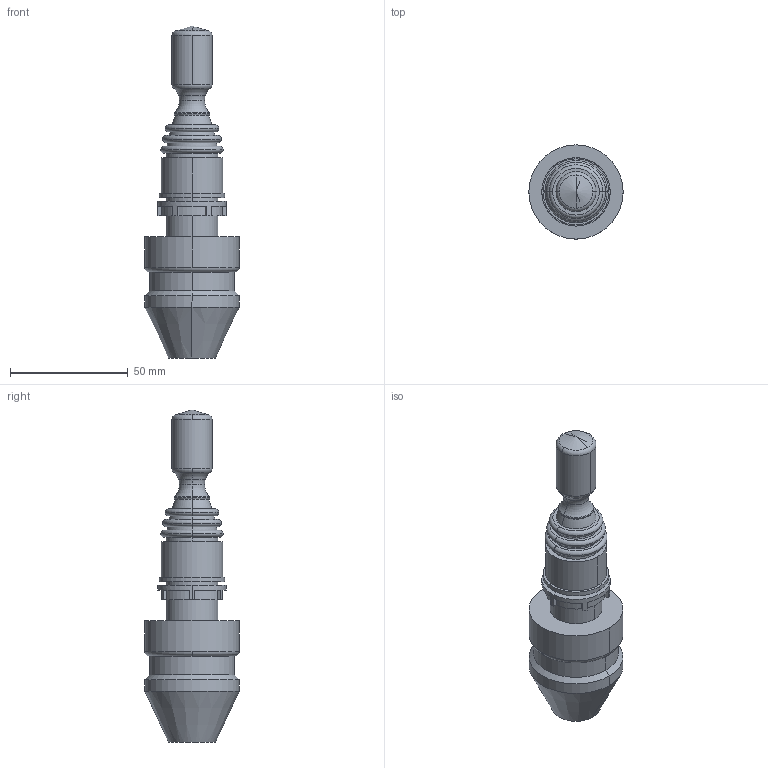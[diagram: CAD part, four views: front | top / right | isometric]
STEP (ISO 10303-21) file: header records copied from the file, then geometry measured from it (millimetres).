
FILE_DESCRIPTION(('STEP AP214'),'1');
FILE_NAME('manipulateur_023991_ew.stp','2017-05-11T07:05:14',('TraceParts'),('TraceParts S.A.'),'Spatial InterOp 3D',' ',' ');
FILE_SCHEMA(('automotive_design'));
Length unit declared in the file: millimetre
Products named in the file (2): manipulateur_023991_ew_1; manipulateur_023991_ew_2
Bounding box: 40 x 40 x 141 mm (x, y, z)
Volume: 81464.8 mm3; surface area: 15879.4 mm2
Topology: 2 solids, 2 shells, 97 faces, 245 edges, 160 vertices
Faces by surface type: torus 36, plane 31, cylinder 24, cone 6
Entity records: 3034 total; most frequent: DIRECTION 612, CARTESIAN_POINT 502, ORIENTED_EDGE 486, AXIS2_PLACEMENT_3D 270, EDGE_CURVE 243, CIRCLE 171, VERTEX_POINT 160, EDGE_LOOP 109
